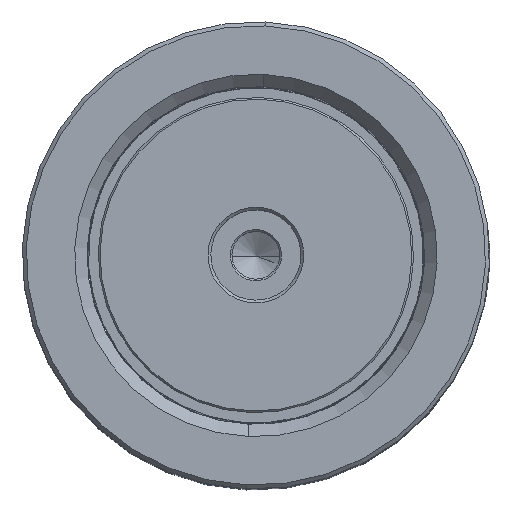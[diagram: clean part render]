
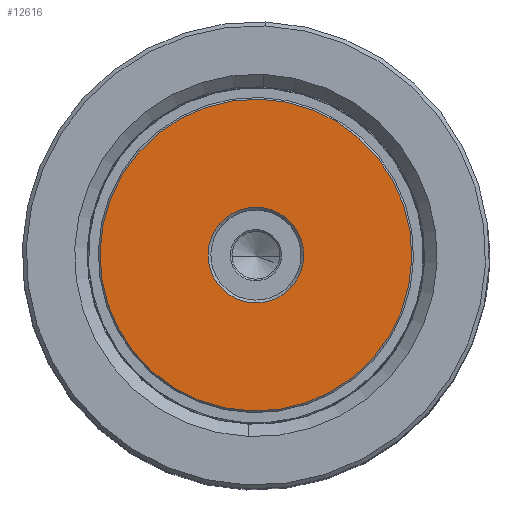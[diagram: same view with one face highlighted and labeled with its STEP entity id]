
A CAD part, top view. The second image highlights one B-rep face of the part: STEP entity #12616.
In plain terms, the highlighted face is planar.
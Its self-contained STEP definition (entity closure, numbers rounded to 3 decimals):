
#2138 = CIRCLE ( 'NONE', #37453, 27.7 ) ;
#2558 = CIRCLE ( 'NONE', #21801, 8.5 ) ;
#3851 = VERTEX_POINT ( 'NONE', #38308 ) ;
#5679 = FACE_OUTER_BOUND ( 'NONE', #6704, .T. ) ;
#6704 = EDGE_LOOP ( 'NONE', ( #40741, #9398 ) ) ;
#6955 = CIRCLE ( 'NONE', #38230, 8.5 ) ;
#8692 = EDGE_LOOP ( 'NONE', ( #32230, #34994 ) ) ;
#9117 = EDGE_CURVE ( 'NONE', #45465, #3851, #2138, .T. ) ;
#9398 = ORIENTED_EDGE ( 'NONE', *, *, #9117, .T. ) ;
#9481 = DIRECTION ( 'NONE',  ( 0., 0., -1. ) ) ;
#11807 = VERTEX_POINT ( 'NONE', #44895 ) ;
#12616 = ADVANCED_FACE ( 'NONE', ( #5679, #29107 ), #25834, .F. ) ;
#15138 = DIRECTION ( 'NONE',  ( 1., 0., 0. ) ) ;
#15389 = DIRECTION ( 'NONE',  ( 1., 0., 0. ) ) ;
#15537 = DIRECTION ( 'NONE',  ( 1., 0., 0. ) ) ;
#17886 = CARTESIAN_POINT ( 'NONE',  ( -27.7, 0., 0. ) ) ;
#19509 = CARTESIAN_POINT ( 'NONE',  ( 0., 0., 0. ) ) ;
#21055 = DIRECTION ( 'NONE',  ( 1., 0., 0. ) ) ;
#21801 = AXIS2_PLACEMENT_3D ( 'NONE', #23060, #34396, #15138 ) ;
#22227 = CARTESIAN_POINT ( 'NONE',  ( 0., 0., 0. ) ) ;
#23060 = CARTESIAN_POINT ( 'NONE',  ( 0., 0., 0. ) ) ;
#25834 = PLANE ( 'NONE',  #34903 ) ;
#27248 = DIRECTION ( 'NONE',  ( 0., 0., 1. ) ) ;
#29107 = FACE_BOUND ( 'NONE', #8692, .T. ) ;
#29467 = CARTESIAN_POINT ( 'NONE',  ( 0., 0., 0. ) ) ;
#30631 = EDGE_CURVE ( 'NONE', #3851, #45465, #34227, .T. ) ;
#32230 = ORIENTED_EDGE ( 'NONE', *, *, #43421, .T. ) ;
#33421 = VERTEX_POINT ( 'NONE', #45967 ) ;
#34227 = CIRCLE ( 'NONE', #46047, 27.7 ) ;
#34396 = DIRECTION ( 'NONE',  ( 0., 0., 1. ) ) ;
#34903 = AXIS2_PLACEMENT_3D ( 'NONE', #22227, #45668, #46027 ) ;
#34994 = ORIENTED_EDGE ( 'NONE', *, *, #38738, .T. ) ;
#37453 = AXIS2_PLACEMENT_3D ( 'NONE', #29467, #9481, #21055 ) ;
#38230 = AXIS2_PLACEMENT_3D ( 'NONE', #19509, #27248, #15389 ) ;
#38308 = CARTESIAN_POINT ( 'NONE',  ( 27.7, 0., 0. ) ) ;
#38738 = EDGE_CURVE ( 'NONE', #11807, #33421, #6955, .T. ) ;
#38942 = DIRECTION ( 'NONE',  ( 0., 0., -1. ) ) ;
#40741 = ORIENTED_EDGE ( 'NONE', *, *, #30631, .T. ) ;
#43421 = EDGE_CURVE ( 'NONE', #33421, #11807, #2558, .T. ) ;
#44895 = CARTESIAN_POINT ( 'NONE',  ( 8.5, 0., 0. ) ) ;
#45465 = VERTEX_POINT ( 'NONE', #17886 ) ;
#45668 = DIRECTION ( 'NONE',  ( 0., 0., 1. ) ) ;
#45967 = CARTESIAN_POINT ( 'NONE',  ( -8.5, 0., 0. ) ) ;
#46027 = DIRECTION ( 'NONE',  ( 1., 0., 0. ) ) ;
#46047 = AXIS2_PLACEMENT_3D ( 'NONE', #46751, #38942, #15537 ) ;
#46751 = CARTESIAN_POINT ( 'NONE',  ( 0., 0., 0. ) ) ;
